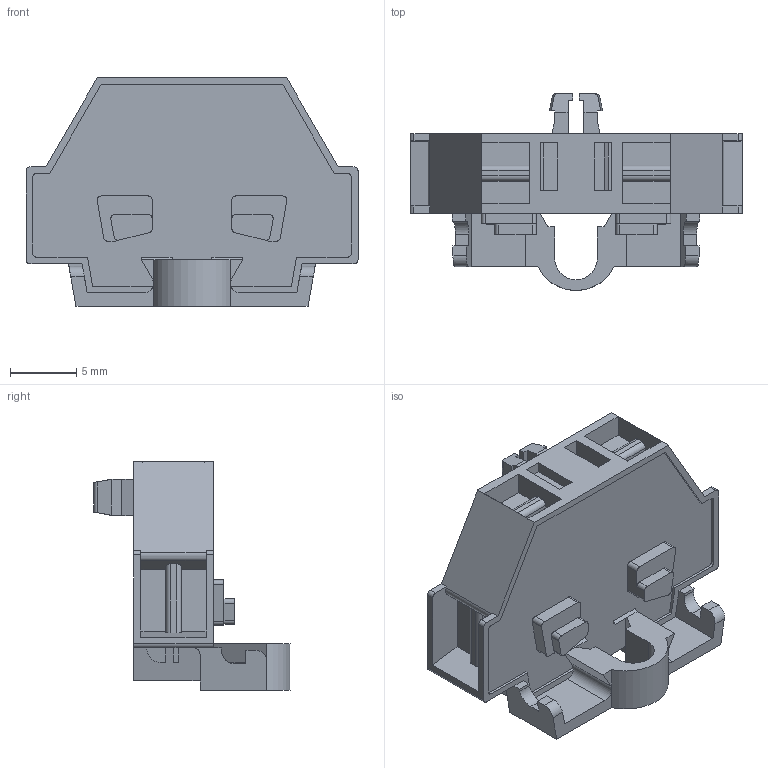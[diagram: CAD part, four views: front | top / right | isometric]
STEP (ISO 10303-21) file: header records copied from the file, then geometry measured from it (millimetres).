
FILE_DESCRIPTION( ( 'STEP AP214' ), '1' );
FILE_NAME( 'SDUS1.5-2-B.stp', '2023-01-05T10:57:44', ( ' ' ), ( ' ' ), 'XStep 1.0', ' ', ' ' );
FILE_SCHEMA( ( 'CONFIG_CONTROL_DESIGN) ( )' ) );
Length unit declared in the file: metre
Products named in the file (1): 4
Bounding box: 25 x 14.79 x 17.2 mm (x, y, z)
Volume: 2001.4 mm3; surface area: 1706.5 mm2
Topology: 1 solids, 1 shells, 226 faces, 648 edges, 430 vertices
Faces by surface type: plane 176, cylinder 50
Entity records: 9154 total; most frequent: CARTESIAN_POINT 1305, ORIENTED_EDGE 1296, DIRECTION 1204, EDGE_CURVE 648, LINE 546, VECTOR 546, VERTEX_POINT 430, AXIS2_PLACEMENT_3D 329
